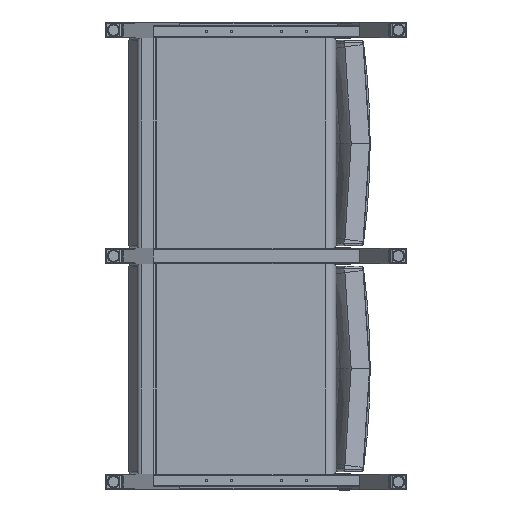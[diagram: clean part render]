
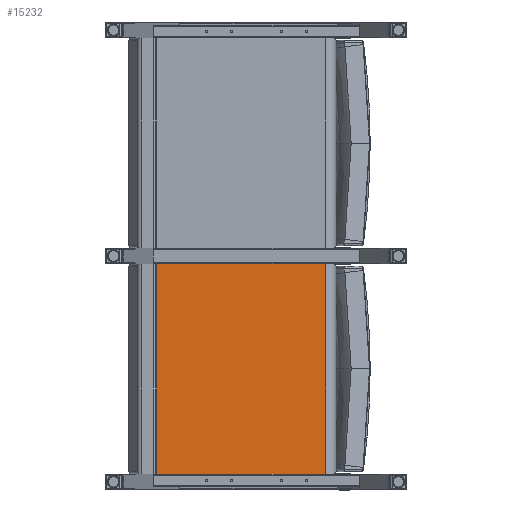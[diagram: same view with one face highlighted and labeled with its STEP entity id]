
A CAD part, front view. The second image highlights one B-rep face of the part: STEP entity #15232.
In plain terms, the highlighted planar face has unit normal (0, -1, 0).
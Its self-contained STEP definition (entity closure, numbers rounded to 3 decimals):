
#782=PLANE('',#16501);
#1219=LINE('',#23027,#2119);
#1220=LINE('',#23031,#2120);
#1221=LINE('',#23035,#2121);
#1222=LINE('',#23036,#2122);
#2119=VECTOR('',#18365,0.394);
#2120=VECTOR('',#18370,0.394);
#2121=VECTOR('',#18375,0.394);
#2122=VECTOR('',#18376,0.394);
#3527=FACE_OUTER_BOUND('',#4568,.T.);
#4568=EDGE_LOOP('',(#10918,#10919,#10920,#10921));
#7108=VERTEX_POINT('',#23024);
#7109=VERTEX_POINT('',#23026);
#7110=VERTEX_POINT('',#23030);
#7111=VERTEX_POINT('',#23034);
#8518=EDGE_CURVE('',#7108,#7109,#1219,.T.);
#8520=EDGE_CURVE('',#7110,#7109,#1220,.T.);
#8522=EDGE_CURVE('',#7110,#7111,#1221,.T.);
#8523=EDGE_CURVE('',#7111,#7108,#1222,.T.);
#10918=ORIENTED_EDGE('',*,*,#8522,.F.);
#10919=ORIENTED_EDGE('',*,*,#8520,.T.);
#10920=ORIENTED_EDGE('',*,*,#8518,.F.);
#10921=ORIENTED_EDGE('',*,*,#8523,.F.);
#15232=ADVANCED_FACE('',(#3527),#782,.T.);
#16501=AXIS2_PLACEMENT_3D('',#23033,#18373,#18374);
#18365=DIRECTION('',(1.,0.,0.));
#18370=DIRECTION('',(0.,0.,1.));
#18373=DIRECTION('center_axis',(0.,-1.,0.));
#18374=DIRECTION('ref_axis',(1.,0.,0.));
#18375=DIRECTION('',(-1.,0.,0.));
#18376=DIRECTION('',(0.,0.,1.));
#23024=CARTESIAN_POINT('',(-12.083,0.797,21.));
#23026=CARTESIAN_POINT('',(4.791,0.797,21.));
#23027=CARTESIAN_POINT('',(4.791,0.797,21.));
#23030=CARTESIAN_POINT('',(4.791,0.797,0.));
#23031=CARTESIAN_POINT('',(4.791,0.797,0.));
#23033=CARTESIAN_POINT('Origin',(-12.083,0.797,0.));
#23034=CARTESIAN_POINT('',(-12.083,0.797,0.));
#23035=CARTESIAN_POINT('',(4.791,0.797,0.));
#23036=CARTESIAN_POINT('',(-12.083,0.797,0.));
